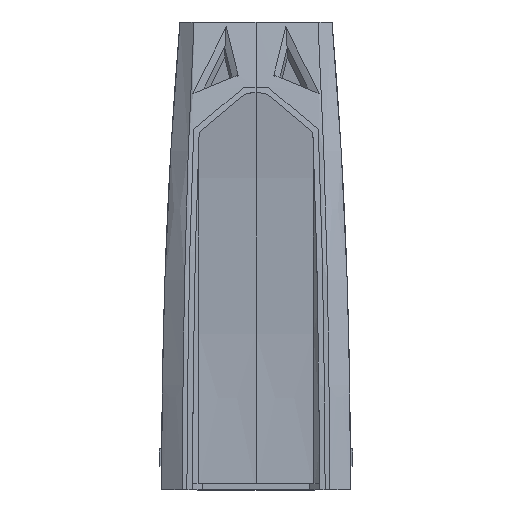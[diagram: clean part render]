
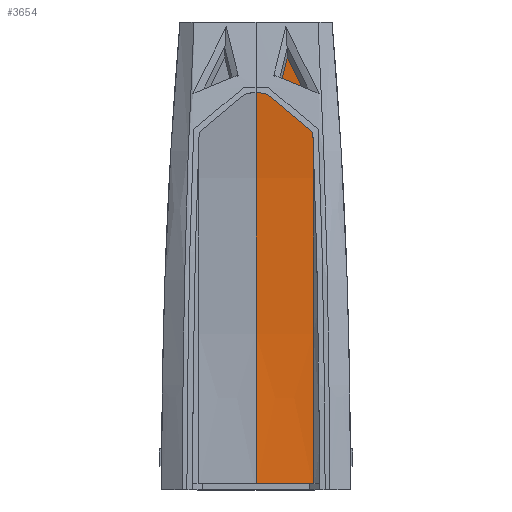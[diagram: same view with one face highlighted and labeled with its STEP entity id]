
A CAD part, top view. The second image highlights one B-rep face of the part: STEP entity #3654.
In plain terms, the highlighted free-form (B-spline) face has degree [3, 3] with [4, 6] control points.
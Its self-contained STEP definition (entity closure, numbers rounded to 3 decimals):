
#748=FACE_OUTER_BOUND('',#955,.T.);
#955=EDGE_LOOP('',(#3151,#3152,#3153,#3154));
#1108=B_SPLINE_CURVE_WITH_KNOTS('',3,(#5316,#5317,#5318,#5319,#5320,#5321),
 .UNSPECIFIED.,.F.,.F.,(4,2,4),(-2.499,-1.25,0.),
 .UNSPECIFIED.);
#1304=B_SPLINE_CURVE_WITH_KNOTS('',3,(#12088,#12089,#12090,#12091,#12092,
#12093),.UNSPECIFIED.,.F.,.F.,(4,2,4),(0.082,0.492,
0.593),.UNSPECIFIED.);
#1305=B_SPLINE_CURVE_WITH_KNOTS('',3,(#12095,#12096,#12097,#12098,#12099,
#12100),.UNSPECIFIED.,.F.,.F.,(4,2,4),(-2.47,-1.235,
0.),.UNSPECIFIED.);
#1306=B_SPLINE_CURVE_WITH_KNOTS('',3,(#12101,#12102,#12103,#12104,#12105,
#12106),.UNSPECIFIED.,.F.,.F.,(4,2,4),(0.082,0.492,
0.593),.UNSPECIFIED.);
#1507=VERTEX_POINT('',#5280);
#1508=VERTEX_POINT('',#5287);
#1687=VERTEX_POINT('',#12087);
#1688=VERTEX_POINT('',#12094);
#1930=EDGE_CURVE('',#1507,#1508,#1108,.T.);
#2217=EDGE_CURVE('',#1687,#1508,#1304,.T.);
#2218=EDGE_CURVE('',#1688,#1687,#1305,.T.);
#2219=EDGE_CURVE('',#1688,#1507,#1306,.T.);
#3151=ORIENTED_EDGE('',*,*,#1930,.T.);
#3152=ORIENTED_EDGE('',*,*,#2217,.F.);
#3153=ORIENTED_EDGE('',*,*,#2218,.F.);
#3154=ORIENTED_EDGE('',*,*,#2219,.T.);
#3487=B_SPLINE_SURFACE_WITH_KNOTS('',3,3,((#12063,#12064,#12065,#12066,
#12067,#12068),(#12069,#12070,#12071,#12072,#12073,#12074),(#12075,#12076,
#12077,#12078,#12079,#12080),(#12081,#12082,#12083,#12084,#12085,#12086)),
 .UNSPECIFIED.,.F.,.F.,.F.,(4,4),(4,2,4),(0.,1.),(0.082,0.492,
0.593),.UNSPECIFIED.);
#3654=ADVANCED_FACE('',(#748),#3487,.T.);
#5280=CARTESIAN_POINT('',(0.,30.,-34.448));
#5287=CARTESIAN_POINT('',(24.992,30.,-34.448));
#5316=CARTESIAN_POINT('Ctrl Pts',(0.,30.,-34.448));
#5317=CARTESIAN_POINT('Ctrl Pts',(4.165,30.,-34.448));
#5318=CARTESIAN_POINT('Ctrl Pts',(8.331,30.,-34.448));
#5319=CARTESIAN_POINT('Ctrl Pts',(16.662,30.,-34.448));
#5320=CARTESIAN_POINT('Ctrl Pts',(20.827,30.,-34.448));
#5321=CARTESIAN_POINT('Ctrl Pts',(24.992,30.,-34.448));
#12063=CARTESIAN_POINT('Ctrl Pts',(24.703,232.6,-21.193));
#12064=CARTESIAN_POINT('Ctrl Pts',(24.755,178.583,-28.848));
#12065=CARTESIAN_POINT('Ctrl Pts',(24.784,124.383,-33.184));
#12066=CARTESIAN_POINT('Ctrl Pts',(24.793,56.688,-34.449));
#12067=CARTESIAN_POINT('Ctrl Pts',(25.126,43.315,-34.663));
#12068=CARTESIAN_POINT('Ctrl Pts',(24.992,30.,-34.448));
#12069=CARTESIAN_POINT('Ctrl Pts',(16.468,232.6,-21.193));
#12070=CARTESIAN_POINT('Ctrl Pts',(16.503,178.583,-28.848));
#12071=CARTESIAN_POINT('Ctrl Pts',(16.523,124.383,-33.184));
#12072=CARTESIAN_POINT('Ctrl Pts',(16.529,56.688,-34.449));
#12073=CARTESIAN_POINT('Ctrl Pts',(16.751,43.315,-34.663));
#12074=CARTESIAN_POINT('Ctrl Pts',(16.662,30.,-34.448));
#12075=CARTESIAN_POINT('Ctrl Pts',(8.234,232.6,-21.193));
#12076=CARTESIAN_POINT('Ctrl Pts',(8.252,178.583,-28.848));
#12077=CARTESIAN_POINT('Ctrl Pts',(8.261,124.383,-33.184));
#12078=CARTESIAN_POINT('Ctrl Pts',(8.264,56.688,-34.449));
#12079=CARTESIAN_POINT('Ctrl Pts',(8.375,43.315,-34.663));
#12080=CARTESIAN_POINT('Ctrl Pts',(8.331,30.,-34.448));
#12081=CARTESIAN_POINT('Ctrl Pts',(0.,232.6,-21.193));
#12082=CARTESIAN_POINT('Ctrl Pts',(0.,178.583,
-28.848));
#12083=CARTESIAN_POINT('Ctrl Pts',(0.,124.383,
-33.184));
#12084=CARTESIAN_POINT('Ctrl Pts',(0.,56.688,
-34.449));
#12085=CARTESIAN_POINT('Ctrl Pts',(0.,43.315,
-34.663));
#12086=CARTESIAN_POINT('Ctrl Pts',(0.,30.,-34.448));
#12087=CARTESIAN_POINT('',(24.703,232.6,-21.193));
#12088=CARTESIAN_POINT('Ctrl Pts',(24.703,232.6,-21.193));
#12089=CARTESIAN_POINT('Ctrl Pts',(24.755,178.583,-28.848));
#12090=CARTESIAN_POINT('Ctrl Pts',(24.784,124.383,-33.184));
#12091=CARTESIAN_POINT('Ctrl Pts',(24.793,56.688,-34.449));
#12092=CARTESIAN_POINT('Ctrl Pts',(25.126,43.315,-34.663));
#12093=CARTESIAN_POINT('Ctrl Pts',(24.992,30.,-34.448));
#12094=CARTESIAN_POINT('',(0.,232.6,-21.193));
#12095=CARTESIAN_POINT('Ctrl Pts',(0.,232.6,-21.193));
#12096=CARTESIAN_POINT('Ctrl Pts',(4.117,232.6,-21.193));
#12097=CARTESIAN_POINT('Ctrl Pts',(8.234,232.6,-21.193));
#12098=CARTESIAN_POINT('Ctrl Pts',(16.468,232.6,-21.193));
#12099=CARTESIAN_POINT('Ctrl Pts',(20.586,232.6,-21.193));
#12100=CARTESIAN_POINT('Ctrl Pts',(24.703,232.6,-21.193));
#12101=CARTESIAN_POINT('Ctrl Pts',(0.,232.6,-21.193));
#12102=CARTESIAN_POINT('Ctrl Pts',(0.,178.583,
-28.848));
#12103=CARTESIAN_POINT('Ctrl Pts',(0.,124.383,
-33.184));
#12104=CARTESIAN_POINT('Ctrl Pts',(0.,56.688,
-34.449));
#12105=CARTESIAN_POINT('Ctrl Pts',(0.,43.315,
-34.663));
#12106=CARTESIAN_POINT('Ctrl Pts',(0.,30.,-34.448));
